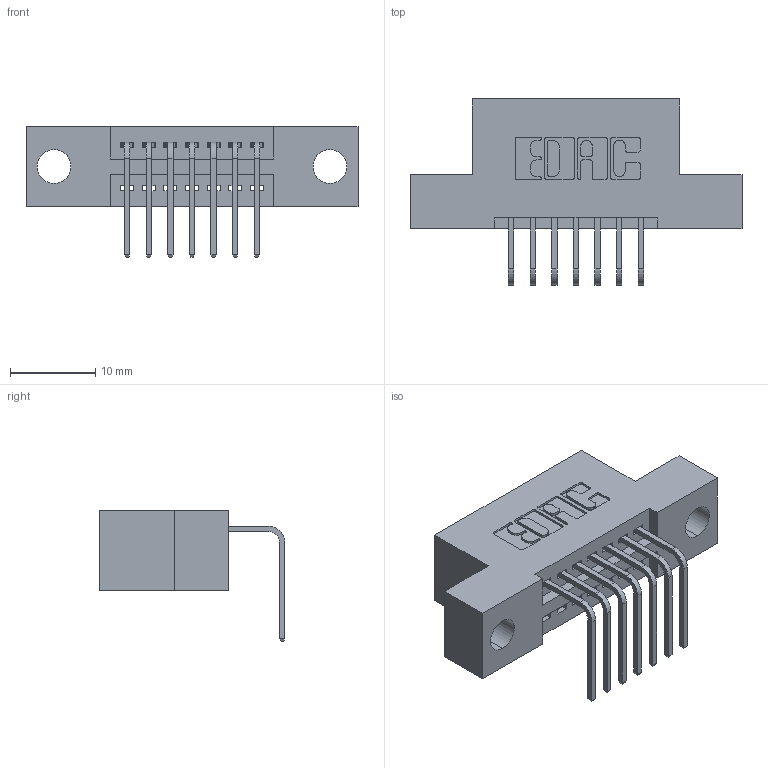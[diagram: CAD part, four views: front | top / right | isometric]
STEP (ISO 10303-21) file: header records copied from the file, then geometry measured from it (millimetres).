
FILE_DESCRIPTION (( 'STEP AP203' ), '1' );
FILE_NAME ('345-007-558-104.STEP', '2018-08-17T02:42:09', ( '' ), ( '' ), 'SwSTEP 2.0', 'SolidWorks 2016', '' );
FILE_SCHEMA (( 'CONFIG_CONTROL_DESIGN' ));
Length unit declared in the file: inch
Products named in the file (3): 345 Part_Flush Mounting Lugs - 0.156 Dia-TH; 345-292-001_558 Tail - 2; 345-007-558-104
Assembly tree (8 placements, depth 2):
  345-007-558-104
    345 Part_Flush Mounting Lugs - 0.156 Dia-TH
    345-292-001_558 Tail - 2  x7
Bounding box: 38.99 x 21.83 x 15.37 mm (x, y, z)
Volume: 3352 mm3; surface area: 3924.6 mm2
Topology: 8 solids, 8 shells, 546 faces, 1615 edges, 1066 vertices
Faces by surface type: plane 374, cylinder 172
Entity records: 10067 total; most frequent: CARTESIAN_POINT 1753, ORIENTED_EDGE 1694, DIRECTION 1581, EDGE_CURVE 847, LINE 687, VECTOR 687, VERTEX_POINT 562, AXIS2_PLACEMENT_3D 447
